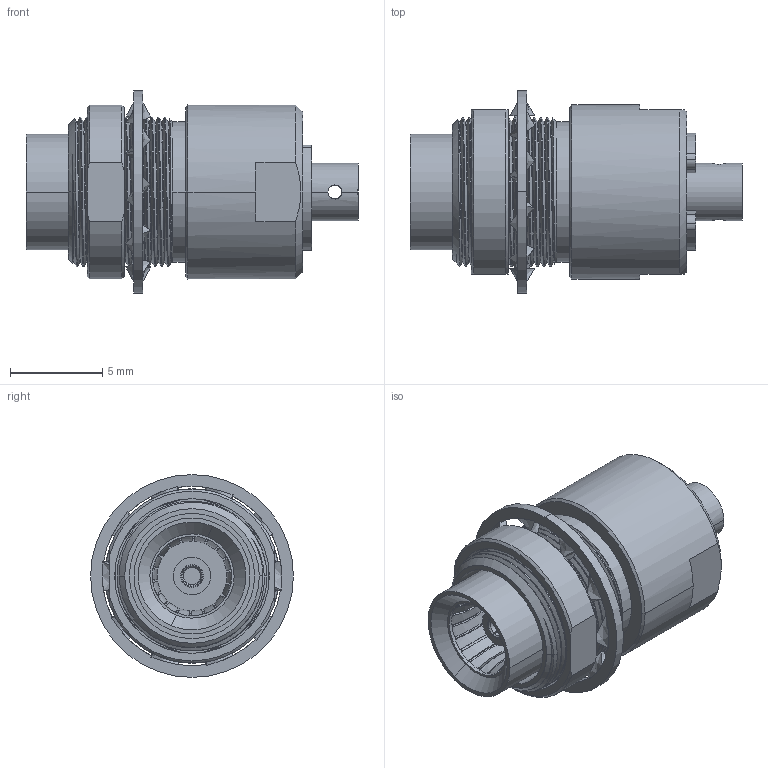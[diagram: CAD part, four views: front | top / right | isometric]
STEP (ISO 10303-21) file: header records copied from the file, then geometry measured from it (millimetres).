
FILE_DESCRIPTION (( 'STEP AP203' ), '1' );
FILE_NAME ('PE45323.step', '2018-08-09T16:12:45', ( '' ), ( '' ), 'SwSTEP 2.0', 'SolidWorks 2017', '' );
FILE_SCHEMA (( 'CONFIG_CONTROL_DESIGN' ));
Length unit declared in the file: inch
Products named in the file (1): PE45323
Bounding box: 18 x 11 x 11 mm (x, y, z)
Volume: 795.6 mm3; surface area: 1328.3 mm2
Topology: 6 solids, 6 shells, 376 faces, 1166 edges, 784 vertices
Faces by surface type: cylinder 142, plane 126, bspline 87, cone 21
Entity records: 16615 total; most frequent: CARTESIAN_POINT 7067, ORIENTED_EDGE 2332, DIRECTION 1537, EDGE_CURVE 1166, VERTEX_POINT 784, AXIS2_PLACEMENT_3D 538, LINE 461, VECTOR 461
